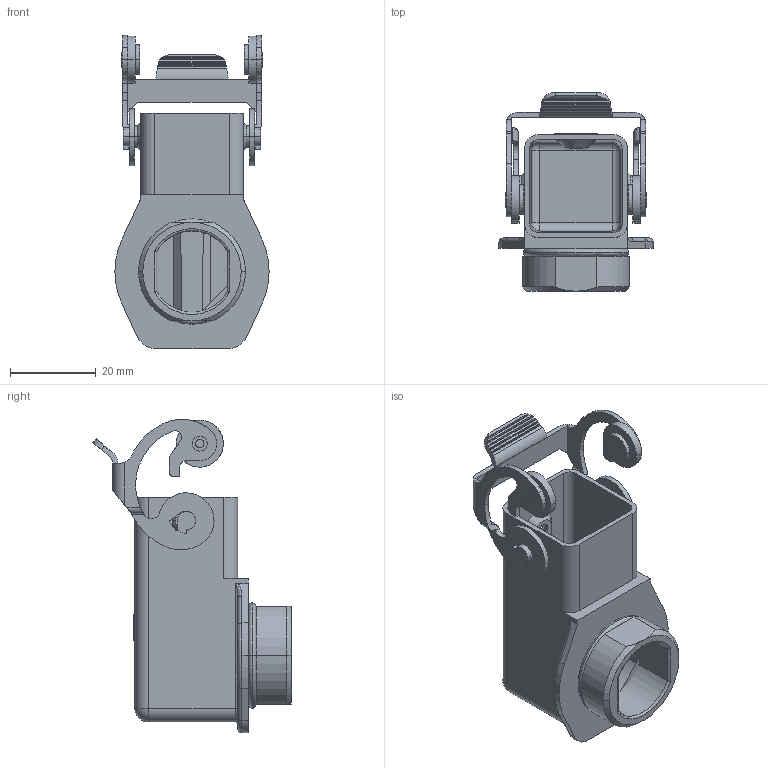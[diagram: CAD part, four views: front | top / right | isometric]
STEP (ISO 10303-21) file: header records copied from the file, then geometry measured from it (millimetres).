
FILE_DESCRIPTION(('CoCreate Modeling STEP Export'),'2;1');
FILE_NAME('MKAX IAF25.stp','2010-01-12T16:10:34',(''),(''),'CoCreate Modeling STEP processor for AP214 (Solid Model)','CoCreate Modeling 16.00A 16-Aug-2008 (C) Parametric Technology GmbH','');
FILE_SCHEMA(('AUTOMOTIVE_DESIGN { 1 0 10303 214 1 1 1 1 }'));
Length unit declared in the file: millimetre
Products named in the file (3): LEVA; CUSTODIA; MKAX_IAF25
Assembly tree (2 placements, depth 2):
  MKAX_IAF25
    CUSTODIA
    LEVA
Bounding box: 36 x 46.3 x 73.16 mm (x, y, z)
Volume: 11388.1 mm3; surface area: 15187.3 mm2
Topology: 2 solids, 3 shells, 346 faces, 891 edges, 564 vertices
Faces by surface type: cylinder 167, plane 148, cone 11, torus 11, sphere 6, bspline 3
Entity records: 16174 total; most frequent: CARTESIAN_POINT 5468, ORIENTED_EDGE 1766, DIRECTION 1523, EDGE_CURVE 885, VERTEX_POINT 564, AXIS2_PLACEMENT_3D 525, VECTOR 473, LINE 473
